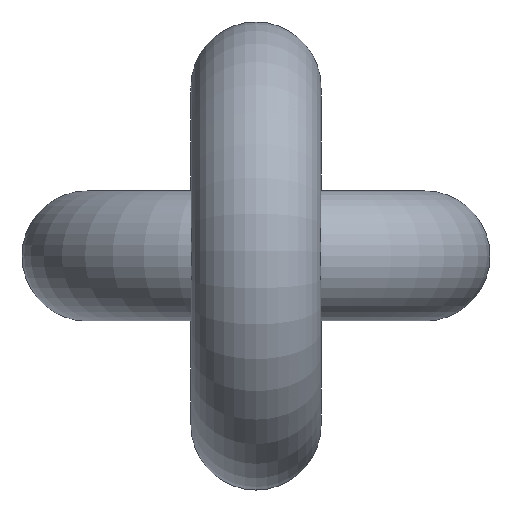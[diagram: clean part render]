
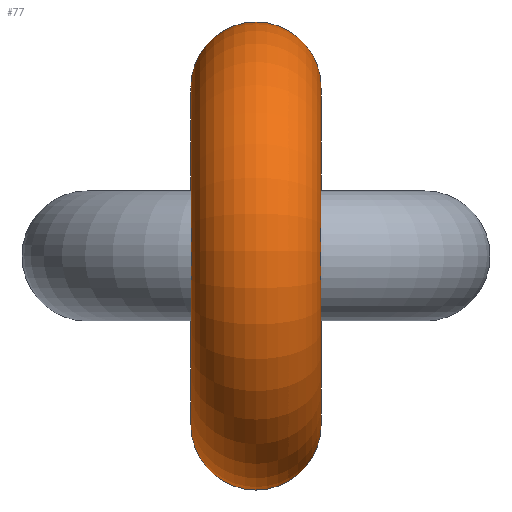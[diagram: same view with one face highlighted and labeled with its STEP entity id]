
A CAD part, left-side view. The second image highlights one B-rep face of the part: STEP entity #77.
In plain terms, the highlighted toroidal (fillet/blend) face has major radius 16.9 mm and minor radius 6.5 mm.
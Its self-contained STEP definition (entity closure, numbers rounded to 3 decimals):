
#77=ADVANCED_FACE('',(#106,#107),#83,.T.);
#83=TOROIDAL_SURFACE('',#216,16.9,6.5);
#106=FACE_BOUND('',#130,.T.);
#107=FACE_BOUND('',#131,.T.);
#130=EDGE_LOOP('',(#154));
#131=EDGE_LOOP('',(#155));
#154=ORIENTED_EDGE('',*,*,#179,.F.);
#155=ORIENTED_EDGE('',*,*,#177,.T.);
#165=VERTEX_POINT('',#295);
#167=VERTEX_POINT('',#301);
#177=EDGE_CURVE('',#165,#165,#189,.T.);
#179=EDGE_CURVE('',#167,#167,#191,.T.);
#189=CIRCLE('',#210,6.5);
#191=CIRCLE('',#214,6.5);
#210=AXIS2_PLACEMENT_3D('',#294,#253,#254);
#214=AXIS2_PLACEMENT_3D('',#300,#261,#262);
#216=AXIS2_PLACEMENT_3D('',#303,#265,#266);
#253=DIRECTION('',(-1.,0.,0.));
#254=DIRECTION('',(0.,1.,0.));
#261=DIRECTION('',(1.,0.,0.));
#262=DIRECTION('',(0.,1.,0.));
#265=DIRECTION('',(0.,1.,0.));
#266=DIRECTION('',(0.,0.,1.));
#294=CARTESIAN_POINT('',(-48.1,0.,16.9));
#295=CARTESIAN_POINT('',(-48.1,6.5,16.9));
#300=CARTESIAN_POINT('',(-48.1,0.,-16.9));
#301=CARTESIAN_POINT('',(-48.1,6.5,-16.9));
#303=CARTESIAN_POINT('',(-48.1,0.,0.));
